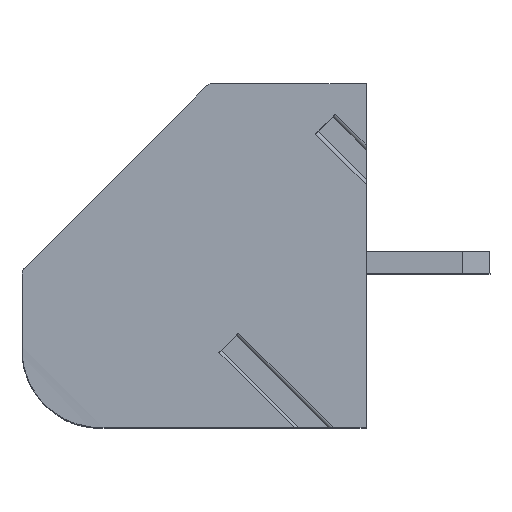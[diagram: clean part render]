
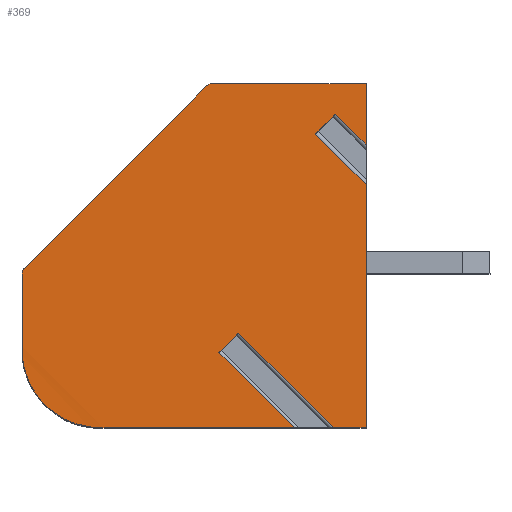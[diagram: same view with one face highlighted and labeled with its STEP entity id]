
A CAD part, top view. The second image highlights one B-rep face of the part: STEP entity #369.
In plain terms, the highlighted planar face has unit normal (0, 0, 1).
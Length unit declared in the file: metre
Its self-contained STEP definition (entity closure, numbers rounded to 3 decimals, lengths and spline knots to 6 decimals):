
#369=ADVANCED_FACE('',(#930),#931,.T.);
#930=FACE_OUTER_BOUND('',#1686,.T.);
#931=PLANE('',#1687);
#1686=EDGE_LOOP('',(#2759,#2760,#2761,#2762,#2763,#2764,#2765,#2766,#2767,#2768,#2769,#2770,#2771,#2772,#2773,#2774));
#1687=AXIS2_PLACEMENT_3D('',#2775,#2776,#2777);
#2759=ORIENTED_EDGE('',*,*,#4985,.T.);
#2760=ORIENTED_EDGE('',*,*,#4986,.F.);
#2761=ORIENTED_EDGE('',*,*,#4987,.F.);
#2762=ORIENTED_EDGE('',*,*,#4825,.T.);
#2763=ORIENTED_EDGE('',*,*,#4988,.T.);
#2764=ORIENTED_EDGE('',*,*,#4870,.T.);
#2765=ORIENTED_EDGE('',*,*,#4989,.T.);
#2766=ORIENTED_EDGE('',*,*,#4990,.T.);
#2767=ORIENTED_EDGE('',*,*,#4991,.T.);
#2768=ORIENTED_EDGE('',*,*,#4992,.T.);
#2769=ORIENTED_EDGE('',*,*,#4979,.F.);
#2770=ORIENTED_EDGE('',*,*,#4701,.T.);
#2771=ORIENTED_EDGE('',*,*,#4726,.F.);
#2772=ORIENTED_EDGE('',*,*,#4993,.F.);
#2773=ORIENTED_EDGE('',*,*,#4994,.T.);
#2774=ORIENTED_EDGE('',*,*,#4720,.T.);
#2775=CARTESIAN_POINT('',(-0.00452,0.089827,-0.06047));
#2776=DIRECTION('',(0.,0.,1.0));
#2777=DIRECTION('',(1.0,0.,0.0));
#4701=EDGE_CURVE('',#5659,#5657,#5660,.T.);
#4720=EDGE_CURVE('',#5643,#5695,#5697,.T.);
#4726=EDGE_CURVE('',#5707,#5657,#5708,.T.);
#4825=EDGE_CURVE('',#5883,#5881,#5884,.T.);
#4870=EDGE_CURVE('',#5960,#5958,#5961,.T.);
#4979=EDGE_CURVE('',#5659,#6142,#6143,.T.);
#4985=EDGE_CURVE('',#5695,#6150,#6151,.T.);
#4986=EDGE_CURVE('',#6152,#6150,#6153,.T.);
#4987=EDGE_CURVE('',#5883,#6152,#6154,.T.);
#4988=EDGE_CURVE('',#5881,#5960,#6155,.T.);
#4989=EDGE_CURVE('',#5958,#6156,#6157,.T.);
#4990=EDGE_CURVE('',#6156,#6158,#6159,.T.);
#4991=EDGE_CURVE('',#6158,#6160,#6161,.T.);
#4992=EDGE_CURVE('',#6160,#6142,#6162,.T.);
#4993=EDGE_CURVE('',#6163,#5707,#6164,.T.);
#4994=EDGE_CURVE('',#6163,#5643,#6165,.T.);
#5643=VERTEX_POINT('',#7057);
#5657=VERTEX_POINT('',#7081);
#5659=VERTEX_POINT('',#7086);
#5660=LINE('',#7087,#7088);
#5695=VERTEX_POINT('',#7139);
#5697=LINE('',#7142,#7143);
#5707=VERTEX_POINT('',#7157);
#5708=LINE('',#7158,#7159);
#5881=VERTEX_POINT('',#7478);
#5883=VERTEX_POINT('',#7480);
#5884=LINE('',#7481,#7482);
#5958=VERTEX_POINT('',#7586);
#5960=VERTEX_POINT('',#7589);
#5961=LINE('',#7590,#7591);
#6142=VERTEX_POINT('',#7867);
#6143=B_SPLINE_CURVE_WITH_KNOTS('',3,(#7868,#7869,#7870,#7871,#7872,#7873,#7874,#7875,#7876,#7877),.UNSPECIFIED.,.F.,.F.,(4,2,2,2,4),(0.0,0.25,0.5,0.75,1.0),.UNSPECIFIED.);
#6150=VERTEX_POINT('',#7902);
#6151=LINE('',#7903,#7904);
#6152=VERTEX_POINT('',#7905);
#6153=LINE('',#7906,#7907);
#6154=LINE('',#7908,#7909);
#6155=LINE('',#7910,#7911);
#6156=VERTEX_POINT('',#7912);
#6157=CIRCLE('',#7913,0.0003);
#6158=VERTEX_POINT('',#7914);
#6159=LINE('',#7915,#7916);
#6160=VERTEX_POINT('',#7917);
#6161=CIRCLE('',#7918,0.0003);
#6162=LINE('',#7919,#7920);
#6163=VERTEX_POINT('',#7921);
#6164=LINE('',#7922,#7923);
#6165=LINE('',#7924,#7925);
#7057=CARTESIAN_POINT('',(0.006792,0.089827,-0.06047));
#7081=CARTESIAN_POINT('',(0.005388,0.089824,-0.060473));
#7086=CARTESIAN_POINT('',(-0.001578,0.089827,-0.06048));
#7087=CARTESIAN_POINT('',(-0.00452,0.089827,-0.06047));
#7088=VECTOR('',#9296,1.0);
#7139=CARTESIAN_POINT('',(0.00798,0.089827,-0.06047));
#7142=CARTESIAN_POINT('',(-0.00452,0.089827,-0.06047));
#7143=VECTOR('',#9319,1.0);
#7157=CARTESIAN_POINT('',(0.002634,0.092543,-0.06047));
#7158=CARTESIAN_POINT('',(0.003795,0.091382,-0.06047));
#7159=VECTOR('',#9324,1.0);
#7478=CARTESIAN_POINT('',(0.00798,0.100095,-0.06047));
#7480=CARTESIAN_POINT('',(0.006864,0.101211,-0.06047));
#7481=CARTESIAN_POINT('',(0.008095,0.099979,-0.06047));
#7482=VECTOR('',#9452,1.0);
#7586=CARTESIAN_POINT('',(0.002404,0.102327,-0.06047));
#7589=CARTESIAN_POINT('',(0.00798,0.102327,-0.06047));
#7590=CARTESIAN_POINT('',(0.00798,0.102327,-0.06047));
#7591=VECTOR('',#9496,1.0);
#7867=CARTESIAN_POINT('',(-0.00452,0.09277,-0.06048));
#7868=CARTESIAN_POINT('',(-0.001578,0.089827,-0.06049));
#7869=CARTESIAN_POINT('',(-0.001966,0.089815,-0.06049));
#7870=CARTESIAN_POINT('',(-0.002357,0.089883,-0.06049));
#7871=CARTESIAN_POINT('',(-0.003079,0.09017,-0.06049));
#7872=CARTESIAN_POINT('',(-0.003411,0.090387,-0.06049));
#7873=CARTESIAN_POINT('',(-0.00396,0.090937,-0.06049));
#7874=CARTESIAN_POINT('',(-0.004178,0.091268,-0.06049));
#7875=CARTESIAN_POINT('',(-0.004464,0.091991,-0.06049));
#7876=CARTESIAN_POINT('',(-0.004532,0.092381,-0.06049));
#7877=CARTESIAN_POINT('',(-0.00452,0.09277,-0.06049));
#7902=CARTESIAN_POINT('',(0.00798,0.098652,-0.06047));
#7903=CARTESIAN_POINT('',(0.00798,0.089827,-0.06047));
#7904=VECTOR('',#9604,1.0);
#7905=CARTESIAN_POINT('',(0.006142,0.10049,-0.06047));
#7906=CARTESIAN_POINT('',(0.007374,0.099258,-0.06047));
#7907=VECTOR('',#9605,1.0);
#7908=CARTESIAN_POINT('',(0.006142,0.10049,-0.06047));
#7909=VECTOR('',#9606,1.0);
#7910=CARTESIAN_POINT('',(0.00798,0.089827,-0.06047));
#7911=VECTOR('',#9607,1.0);
#7912=CARTESIAN_POINT('',(0.002192,0.102239,-0.06047));
#7913=AXIS2_PLACEMENT_3D('',#9608,#9609,#9610);
#7914=CARTESIAN_POINT('',(-0.004432,0.095615,-0.06047));
#7915=CARTESIAN_POINT('',(-0.00737,0.092677,-0.06047));
#7916=VECTOR('',#9611,1.0);
#7917=CARTESIAN_POINT('',(-0.00452,0.095403,-0.06047));
#7918=AXIS2_PLACEMENT_3D('',#9612,#9613,#9614);
#7919=CARTESIAN_POINT('',(-0.00452,0.102327,-0.06047));
#7920=VECTOR('',#9615,1.0);
#7921=CARTESIAN_POINT('',(0.003356,0.093264,-0.06047));
#7922=CARTESIAN_POINT('',(0.002634,0.092543,-0.06047));
#7923=VECTOR('',#9616,1.0);
#7924=CARTESIAN_POINT('',(0.004516,0.092103,-0.06047));
#7925=VECTOR('',#9617,1.0);
#9296=DIRECTION('',(1.0,0.0,0.));
#9319=DIRECTION('',(1.0,0.0,0.));
#9324=DIRECTION('',(0.707,-0.707,0.));
#9452=DIRECTION('',(0.707,-0.707,0.));
#9496=DIRECTION('',(-1.0,0.0,0.));
#9604=DIRECTION('',(0.0,1.0,0.0));
#9605=DIRECTION('',(0.707,-0.707,0.));
#9606=DIRECTION('',(-0.707,-0.707,0.0));
#9607=DIRECTION('',(0.0,1.0,0.0));
#9608=CARTESIAN_POINT('',(0.002404,0.102027,-0.06047));
#9609=DIRECTION('',(0.,0.0,1.0));
#9610=DIRECTION('',(1.0,0.0,0.));
#9611=DIRECTION('',(-0.707,-0.707,0.));
#9612=CARTESIAN_POINT('',(-0.00422,0.095403,-0.06047));
#9613=DIRECTION('',(0.,0.0,1.0));
#9614=DIRECTION('',(1.0,0.0,0.));
#9615=DIRECTION('',(0.,-1.0,0.));
#9616=DIRECTION('',(-0.707,-0.707,0.0));
#9617=DIRECTION('',(0.707,-0.707,0.));
